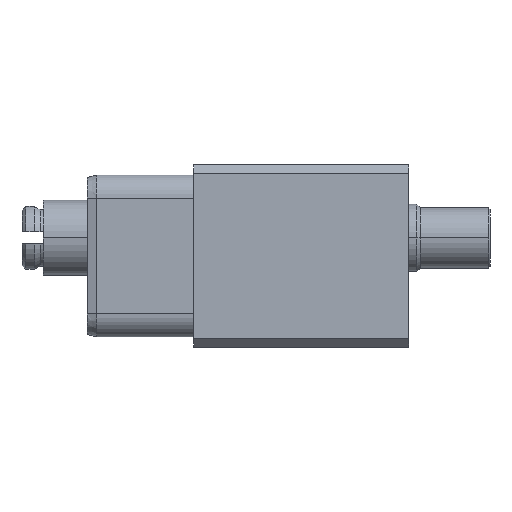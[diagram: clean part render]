
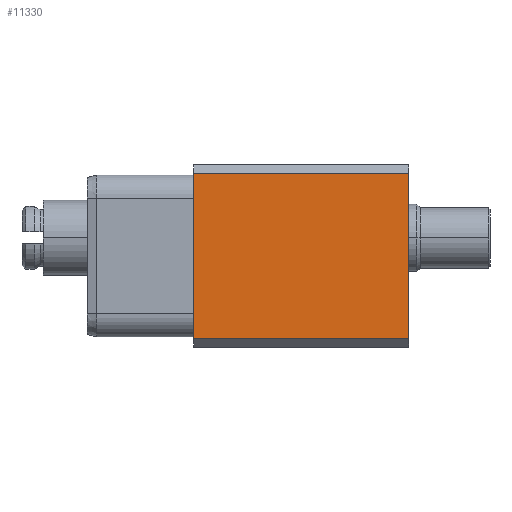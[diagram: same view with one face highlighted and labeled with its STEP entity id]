
A CAD part, left-side view. The second image highlights one B-rep face of the part: STEP entity #11330.
In plain terms, the highlighted planar face has unit normal (-1, 0, 0).
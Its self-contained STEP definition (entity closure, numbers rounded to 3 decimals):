
#25=DIRECTION('',(0.,0.,1.));
#26=VECTOR('',#25,13.73);
#27=CARTESIAN_POINT('',(-22.249,-17.854,-6.865));
#28=LINE('',#27,#26);
#1000=DIRECTION('',(0.,-1.,0.));
#1001=VECTOR('',#1000,17.878);
#1002=CARTESIAN_POINT('',(-22.249,0.024,6.865));
#1003=LINE('',#1002,#1001);
#1008=DIRECTION('',(0.,1.,0.));
#1009=VECTOR('',#1008,17.878);
#1010=CARTESIAN_POINT('',(-22.249,-17.854,-6.865));
#1011=LINE('',#1010,#1009);
#1012=DIRECTION('',(0.,0.,1.));
#1013=VECTOR('',#1012,13.73);
#1014=CARTESIAN_POINT('',(-22.249,0.024,-6.865));
#1015=LINE('',#1014,#1013);
#10101=CARTESIAN_POINT('',(-22.249,0.024,6.865));
#10102=CARTESIAN_POINT('',(-22.249,-17.854,6.865));
#10103=VERTEX_POINT('',#10101);
#10104=VERTEX_POINT('',#10102);
#10114=CARTESIAN_POINT('',(-22.249,0.024,-6.865));
#10116=VERTEX_POINT('',#10114);
#10117=CARTESIAN_POINT('',(-22.249,-17.854,-6.865));
#10118=VERTEX_POINT('',#10117);
#11319=CARTESIAN_POINT('',(-22.249,0.,-7.555));
#11320=DIRECTION('',(-1.,0.,0.));
#11321=DIRECTION('',(0.,-1.,0.));
#11322=AXIS2_PLACEMENT_3D('',#11319,#11320,#11321);
#11323=PLANE('',#11322);
#11324=ORIENTED_EDGE('',*,*,#10748,.T.);
#11325=ORIENTED_EDGE('',*,*,#10793,.T.);
#11326=ORIENTED_EDGE('',*,*,#11313,.T.);
#11327=ORIENTED_EDGE('',*,*,#10710,.F.);
#11328=EDGE_LOOP('',(#11324,#11325,#11326,#11327));
#11329=FACE_OUTER_BOUND('',#11328,.F.);
#11330=ADVANCED_FACE('',(#11329),#11323,.T.);
#10710=EDGE_CURVE('',#10118,#10104,#28,.T.);
#10748=EDGE_CURVE('',#10118,#10116,#1011,.T.);
#10793=EDGE_CURVE('',#10116,#10103,#1015,.T.);
#11313=EDGE_CURVE('',#10103,#10104,#1003,.T.);
